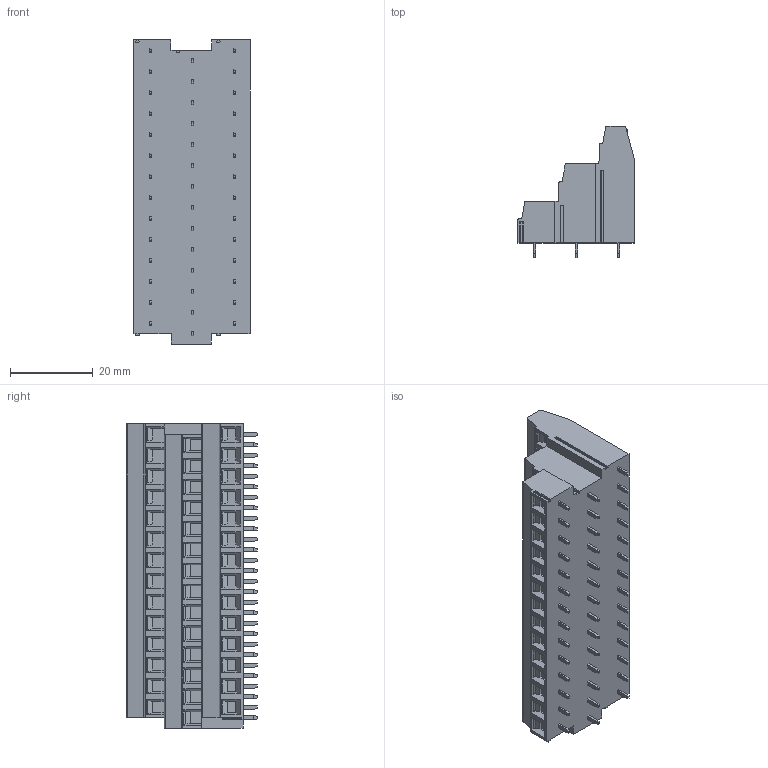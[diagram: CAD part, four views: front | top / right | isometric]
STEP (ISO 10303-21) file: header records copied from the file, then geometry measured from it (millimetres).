
FILE_DESCRIPTION((''),'2;1');
FILE_NAME('TL332VH3-XXP-XS','2025-01-17T',('yanfa'),(''),'PRO/ENGINEER BY PARAMETRIC TECHNOLOGY CORPORATION, 2009280','PRO/ENGINEER BY PARAMETRIC TECHNOLOGY CORPORATION, 2009280','');
FILE_SCHEMA(('AUTOMOTIVE_DESIGN_CC2 { 1 2 10303 214 -1 1 5 2 }'));
Length unit declared in the file: millimetre
Products named in the file (1): TL332VH3-XXP-XS
Bounding box: 28.1 x 31.7 x 73.66 mm (x, y, z)
Volume: 34207 mm3; surface area: 11322.5 mm2
Topology: 1 solids, 1 shells, 1797 faces, 4539 edges, 2874 vertices
Faces by surface type: plane 1043, cylinder 452, cone 204, torus 84, sphere 14
Entity records: 54328 total; most frequent: CARTESIAN_POINT 10790, ORIENTED_EDGE 9078, DIRECTION 8975, EDGE_CURVE 4539, VECTOR 3137, LINE 3137, AXIS2_PLACEMENT_3D 2919, VERTEX_POINT 2874
